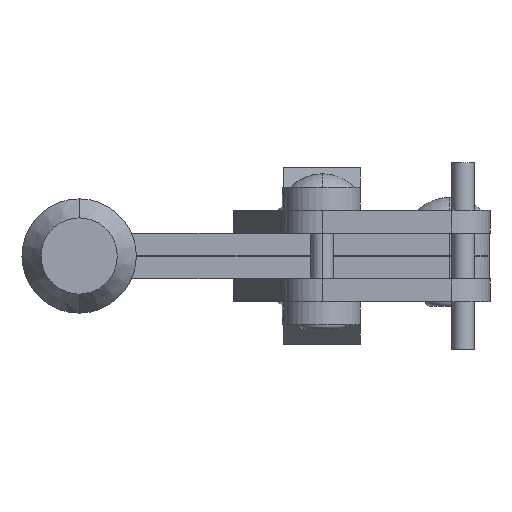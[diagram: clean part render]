
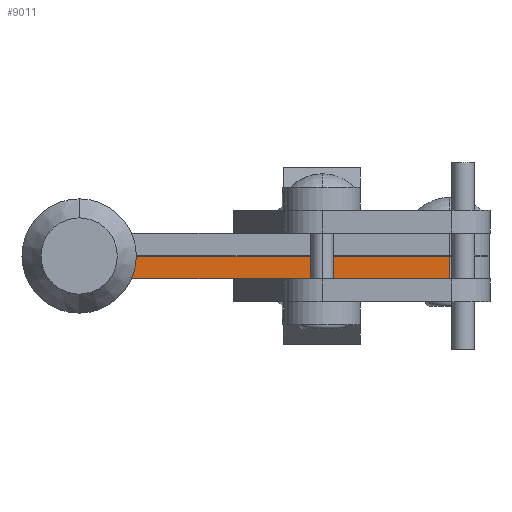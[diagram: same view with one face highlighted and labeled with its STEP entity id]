
A CAD part, front view. The second image highlights one B-rep face of the part: STEP entity #9011.
In plain terms, the highlighted planar face has unit normal (0, -1, 0).
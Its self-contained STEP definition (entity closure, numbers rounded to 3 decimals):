
#514 = VECTOR ( 'NONE', #8401, 1000. ) ;
#811 = VECTOR ( 'NONE', #1660, 1000. ) ;
#1117 = VERTEX_POINT ( 'NONE', #1795 ) ;
#1380 = AXIS2_PLACEMENT_3D ( 'NONE', #5550, #3943, #9546 ) ;
#1519 = EDGE_CURVE ( 'NONE', #3435, #1117, #9289, .T. ) ;
#1660 = DIRECTION ( 'NONE',  ( -0.951, 0., -0.309 ) ) ;
#1671 = CARTESIAN_POINT ( 'NONE',  ( -52.957, 26.966, -11.986 ) ) ;
#1717 = CARTESIAN_POINT ( 'NONE',  ( -49.857, 26.966, -11.986 ) ) ;
#1795 = CARTESIAN_POINT ( 'NONE',  ( -44.685, 26.966, -15.221 ) ) ;
#1873 = VECTOR ( 'NONE', #8638, 1000. ) ;
#2116 = FACE_OUTER_BOUND ( 'NONE', #5207, .T. ) ;
#2171 = EDGE_CURVE ( 'NONE', #4886, #3435, #4790, .T. ) ;
#2330 = VERTEX_POINT ( 'NONE', #4811 ) ;
#2358 = CARTESIAN_POINT ( 'NONE',  ( -44.262, 26.966, -15.486 ) ) ;
#2610 = EDGE_CURVE ( 'NONE', #2330, #6549, #8994, .T. ) ;
#2954 = CARTESIAN_POINT ( 'NONE',  ( -44.262, 26.966, -14.986 ) ) ;
#3007 = CARTESIAN_POINT ( 'NONE',  ( -52.957, 26.966, -11.986 ) ) ;
#3356 = CARTESIAN_POINT ( 'NONE',  ( -44.28, 26.966, -11.986 ) ) ;
#3417 = AXIS2_PLACEMENT_3D ( 'NONE', #5488, #5072, #4097 ) ;
#3435 = VERTEX_POINT ( 'NONE', #9299 ) ;
#3514 = ORIENTED_EDGE ( 'NONE', *, *, #9246, .T. ) ;
#3528 = CARTESIAN_POINT ( 'NONE',  ( -44.262, 26.966, -15.486 ) ) ;
#3614 = EDGE_CURVE ( 'NONE', #4061, #4886, #5901, .T. ) ;
#3621 = ORIENTED_EDGE ( 'NONE', *, *, #3614, .T. ) ;
#3718 = LINE ( 'NONE', #2954, #1873 ) ;
#3943 = DIRECTION ( 'NONE',  ( 0., -1., 0. ) ) ;
#4061 = VERTEX_POINT ( 'NONE', #8349 ) ;
#4097 = DIRECTION ( 'NONE',  ( 1., 0., 0. ) ) ;
#4317 = DIRECTION ( 'NONE',  ( 1., 0., 0. ) ) ;
#4741 = CARTESIAN_POINT ( 'NONE',  ( -1.257, 26.966, -11.986 ) ) ;
#4790 = LINE ( 'NONE', #3007, #811 ) ;
#4811 = CARTESIAN_POINT ( 'NONE',  ( -1.257, 26.966, -14.986 ) ) ;
#4841 = VERTEX_POINT ( 'NONE', #7072 ) ;
#4886 = VERTEX_POINT ( 'NONE', #1671 ) ;
#4888 = ORIENTED_EDGE ( 'NONE', *, *, #8443, .F. ) ;
#5072 = DIRECTION ( 'NONE',  ( 0., 1., 0. ) ) ;
#5090 = AXIS2_PLACEMENT_3D ( 'NONE', #1717, #9652, #8812 ) ;
#5113 = EDGE_CURVE ( 'NONE', #9166, #4061, #5388, .T. ) ;
#5133 = CARTESIAN_POINT ( 'NONE',  ( -1.257, 26.966, -29.686 ) ) ;
#5207 = EDGE_LOOP ( 'NONE', ( #8864, #8830, #3514, #8485, #5925, #4888, #7736, #3621 ) ) ;
#5330 = EDGE_CURVE ( 'NONE', #4841, #2330, #3718, .T. ) ;
#5388 = CIRCLE ( 'NONE', #9176, 3.5 ) ;
#5488 = CARTESIAN_POINT ( 'NONE',  ( -49.857, 26.966, -11.986 ) ) ;
#5550 = CARTESIAN_POINT ( 'NONE',  ( -44.262, 26.966, -15.486 ) ) ;
#5901 = CIRCLE ( 'NONE', #3417, 3.1 ) ;
#5925 = ORIENTED_EDGE ( 'NONE', *, *, #2610, .T. ) ;
#6549 = VERTEX_POINT ( 'NONE', #4741 ) ;
#6861 = LINE ( 'NONE', #7590, #514 ) ;
#6884 = VECTOR ( 'NONE', #8530, 1000. ) ;
#7053 = AXIS2_PLACEMENT_3D ( 'NONE', #3528, #9104, #4317 ) ;
#7072 = CARTESIAN_POINT ( 'NONE',  ( -44.262, 26.966, -14.986 ) ) ;
#7135 = PLANE ( 'NONE',  #1380 ) ;
#7569 = DIRECTION ( 'NONE',  ( 1., 0., 0. ) ) ;
#7590 = CARTESIAN_POINT ( 'NONE',  ( -49.345, 26.966, -11.986 ) ) ;
#7736 = ORIENTED_EDGE ( 'NONE', *, *, #5113, .T. ) ;
#8349 = CARTESIAN_POINT ( 'NONE',  ( -47.229, 26.966, -13.63 ) ) ;
#8401 = DIRECTION ( 'NONE',  ( 1., 0., 0. ) ) ;
#8443 = EDGE_CURVE ( 'NONE', #9166, #6549, #6861, .T. ) ;
#8485 = ORIENTED_EDGE ( 'NONE', *, *, #5330, .T. ) ;
#8530 = DIRECTION ( 'NONE',  ( 0., 0., 1. ) ) ;
#8638 = DIRECTION ( 'NONE',  ( 1., 0., 0. ) ) ;
#8812 = DIRECTION ( 'NONE',  ( 1., 0., 0. ) ) ;
#8830 = ORIENTED_EDGE ( 'NONE', *, *, #1519, .T. ) ;
#8864 = ORIENTED_EDGE ( 'NONE', *, *, #2171, .T. ) ;
#8994 = LINE ( 'NONE', #5133, #6884 ) ;
#9011 = ADVANCED_FACE ( 'NONE', ( #2116 ), #7135, .T. ) ;
#9104 = DIRECTION ( 'NONE',  ( 0., 1., 0. ) ) ;
#9166 = VERTEX_POINT ( 'NONE', #3356 ) ;
#9176 = AXIS2_PLACEMENT_3D ( 'NONE', #2358, #9606, #7569 ) ;
#9246 = EDGE_CURVE ( 'NONE', #1117, #4841, #9722, .T. ) ;
#9289 = CIRCLE ( 'NONE', #5090, 6.1 ) ;
#9299 = CARTESIAN_POINT ( 'NONE',  ( -55.883, 26.966, -12.936 ) ) ;
#9546 = DIRECTION ( 'NONE',  ( 1., 0., 0. ) ) ;
#9606 = DIRECTION ( 'NONE',  ( 0., -1., 0. ) ) ;
#9652 = DIRECTION ( 'NONE',  ( 0., -1., 0. ) ) ;
#9722 = CIRCLE ( 'NONE', #7053, 0.5 ) ;
